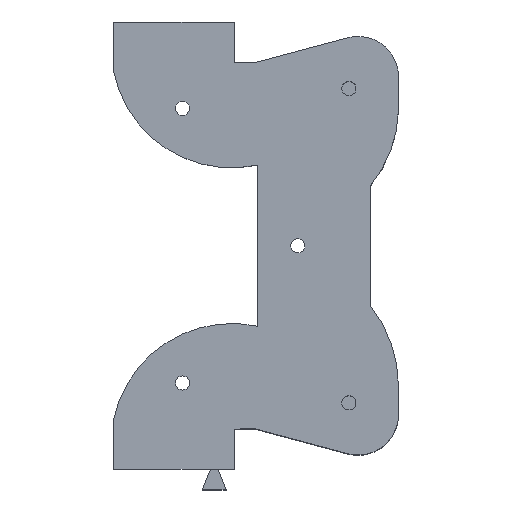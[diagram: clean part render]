
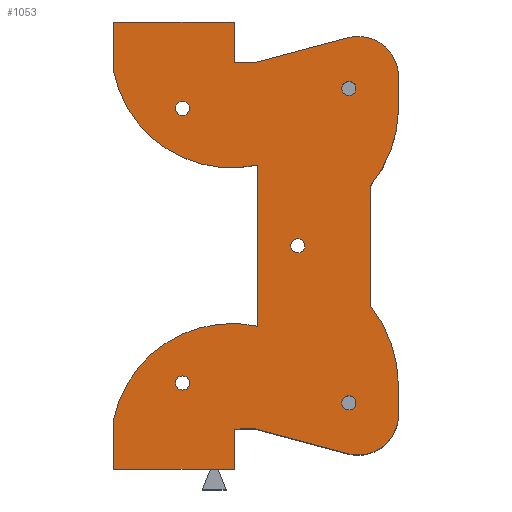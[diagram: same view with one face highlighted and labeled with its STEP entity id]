
A CAD part, top view. The second image highlights one B-rep face of the part: STEP entity #1053.
In plain terms, the highlighted planar face has unit normal (0, 0, 1).
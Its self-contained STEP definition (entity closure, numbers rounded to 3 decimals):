
#38=FACE_BOUND('',#183,.T.);
#39=FACE_BOUND('',#184,.T.);
#40=FACE_BOUND('',#185,.T.);
#41=FACE_BOUND('',#186,.T.);
#42=FACE_BOUND('',#187,.T.);
#60=CIRCLE('',#1113,10.);
#61=CIRCLE('',#1116,32.072);
#65=CIRCLE('',#1134,1.75);
#67=CIRCLE('',#1138,1.75);
#68=CIRCLE('',#1140,1.75);
#69=CIRCLE('',#1142,1.75);
#71=CIRCLE('',#1146,1.75);
#72=CIRCLE('',#1149,10.);
#73=CIRCLE('',#1153,30.464);
#74=CIRCLE('',#1154,30.);
#75=CIRCLE('',#1155,30.);
#119=FACE_OUTER_BOUND('',#182,.T.);
#182=EDGE_LOOP('',(#892,#893,#894,#895,#896,#897,#898,#899,#900,#901,#902,
#903,#904,#905,#906,#907,#908,#909,#910,#911));
#183=EDGE_LOOP('',(#912));
#184=EDGE_LOOP('',(#913));
#185=EDGE_LOOP('',(#914));
#186=EDGE_LOOP('',(#915));
#187=EDGE_LOOP('',(#916));
#206=LINE('',#1476,#321);
#232=LINE('',#1542,#347);
#244=LINE('',#1565,#359);
#249=LINE('',#1574,#364);
#264=LINE('',#1621,#379);
#266=LINE('',#1625,#381);
#269=LINE('',#1633,#384);
#298=LINE('',#1718,#413);
#302=LINE('',#1727,#417);
#304=LINE('',#1731,#419);
#305=LINE('',#1734,#420);
#306=LINE('',#1736,#421);
#307=LINE('',#1738,#422);
#308=LINE('',#1742,#423);
#321=VECTOR('',#1179,10.);
#347=VECTOR('',#1231,10.);
#359=VECTOR('',#1251,10.);
#364=VECTOR('',#1258,10.);
#379=VECTOR('',#1295,10.);
#381=VECTOR('',#1299,10.);
#384=VECTOR('',#1308,10.);
#413=VECTOR('',#1403,10.);
#417=VECTOR('',#1413,10.);
#419=VECTOR('',#1417,10.);
#420=VECTOR('',#1420,10.);
#421=VECTOR('',#1423,10.);
#422=VECTOR('',#1424,10.);
#423=VECTOR('',#1427,10.);
#436=VERTEX_POINT('',#1473);
#437=VERTEX_POINT('',#1475);
#463=VERTEX_POINT('',#1539);
#464=VERTEX_POINT('',#1541);
#471=VERTEX_POINT('',#1563);
#474=VERTEX_POINT('',#1572);
#495=VERTEX_POINT('',#1619);
#496=VERTEX_POINT('',#1623);
#497=VERTEX_POINT('',#1627);
#498=VERTEX_POINT('',#1631);
#499=VERTEX_POINT('',#1635);
#513=VERTEX_POINT('',#1689);
#515=VERTEX_POINT('',#1696);
#516=VERTEX_POINT('',#1700);
#517=VERTEX_POINT('',#1704);
#519=VERTEX_POINT('',#1711);
#520=VERTEX_POINT('',#1715);
#521=VERTEX_POINT('',#1717);
#522=VERTEX_POINT('',#1721);
#523=VERTEX_POINT('',#1725);
#524=VERTEX_POINT('',#1729);
#525=VERTEX_POINT('',#1733);
#526=VERTEX_POINT('',#1737);
#527=VERTEX_POINT('',#1739);
#528=VERTEX_POINT('',#1741);
#534=EDGE_CURVE('',#437,#436,#206,.T.);
#567=EDGE_CURVE('',#464,#463,#232,.T.);
#579=EDGE_CURVE('',#436,#471,#244,.T.);
#584=EDGE_CURVE('',#471,#474,#249,.T.);
#608=EDGE_CURVE('',#474,#495,#264,.T.);
#610=EDGE_CURVE('',#495,#496,#266,.T.);
#612=EDGE_CURVE('',#496,#497,#60,.T.);
#614=EDGE_CURVE('',#497,#498,#269,.T.);
#616=EDGE_CURVE('',#498,#499,#61,.T.);
#641=EDGE_CURVE('',#513,#513,#65,.T.);
#644=EDGE_CURVE('',#515,#515,#67,.T.);
#646=EDGE_CURVE('',#516,#516,#68,.T.);
#648=EDGE_CURVE('',#517,#517,#69,.T.);
#651=EDGE_CURVE('',#519,#519,#71,.T.);
#654=EDGE_CURVE('',#521,#520,#298,.T.);
#657=EDGE_CURVE('',#520,#522,#72,.T.);
#659=EDGE_CURVE('',#522,#523,#302,.T.);
#661=EDGE_CURVE('',#523,#524,#304,.T.);
#662=EDGE_CURVE('',#499,#525,#305,.T.);
#663=EDGE_CURVE('',#525,#521,#73,.T.);
#664=EDGE_CURVE('',#524,#464,#306,.T.);
#665=EDGE_CURVE('',#463,#526,#307,.T.);
#666=EDGE_CURVE('',#526,#527,#74,.T.);
#667=EDGE_CURVE('',#527,#528,#308,.T.);
#668=EDGE_CURVE('',#528,#437,#75,.T.);
#892=ORIENTED_EDGE('',*,*,#579,.T.);
#893=ORIENTED_EDGE('',*,*,#584,.T.);
#894=ORIENTED_EDGE('',*,*,#608,.T.);
#895=ORIENTED_EDGE('',*,*,#610,.T.);
#896=ORIENTED_EDGE('',*,*,#612,.T.);
#897=ORIENTED_EDGE('',*,*,#614,.T.);
#898=ORIENTED_EDGE('',*,*,#616,.T.);
#899=ORIENTED_EDGE('',*,*,#662,.T.);
#900=ORIENTED_EDGE('',*,*,#663,.T.);
#901=ORIENTED_EDGE('',*,*,#654,.T.);
#902=ORIENTED_EDGE('',*,*,#657,.T.);
#903=ORIENTED_EDGE('',*,*,#659,.T.);
#904=ORIENTED_EDGE('',*,*,#661,.T.);
#905=ORIENTED_EDGE('',*,*,#664,.T.);
#906=ORIENTED_EDGE('',*,*,#567,.T.);
#907=ORIENTED_EDGE('',*,*,#665,.T.);
#908=ORIENTED_EDGE('',*,*,#666,.T.);
#909=ORIENTED_EDGE('',*,*,#667,.T.);
#910=ORIENTED_EDGE('',*,*,#668,.T.);
#911=ORIENTED_EDGE('',*,*,#534,.T.);
#912=ORIENTED_EDGE('',*,*,#641,.T.);
#913=ORIENTED_EDGE('',*,*,#644,.T.);
#914=ORIENTED_EDGE('',*,*,#646,.T.);
#915=ORIENTED_EDGE('',*,*,#648,.T.);
#916=ORIENTED_EDGE('',*,*,#651,.T.);
#1002=PLANE('',#1152);
#1053=ADVANCED_FACE('',(#119,#38,#39,#40,#41,#42),#1002,.T.);
#1113=AXIS2_PLACEMENT_3D('',#1629,#1303,#1304);
#1116=AXIS2_PLACEMENT_3D('',#1637,#1312,#1313);
#1134=AXIS2_PLACEMENT_3D('',#1690,#1369,#1370);
#1138=AXIS2_PLACEMENT_3D('',#1697,#1378,#1379);
#1140=AXIS2_PLACEMENT_3D('',#1701,#1383,#1384);
#1142=AXIS2_PLACEMENT_3D('',#1705,#1388,#1389);
#1146=AXIS2_PLACEMENT_3D('',#1712,#1397,#1398);
#1149=AXIS2_PLACEMENT_3D('',#1723,#1408,#1409);
#1152=AXIS2_PLACEMENT_3D('',#1732,#1418,#1419);
#1153=AXIS2_PLACEMENT_3D('',#1735,#1421,#1422);
#1154=AXIS2_PLACEMENT_3D('',#1740,#1425,#1426);
#1155=AXIS2_PLACEMENT_3D('',#1743,#1428,#1429);
#1179=DIRECTION('',(0.,-1.,0.));
#1231=DIRECTION('',(-1.,0.,0.));
#1251=DIRECTION('',(1.,0.,0.));
#1258=DIRECTION('',(0.,1.,0.));
#1295=DIRECTION('',(1.,0.024,0.));
#1299=DIRECTION('',(0.966,-0.259,0.));
#1303=DIRECTION('center_axis',(0.,0.,1.));
#1304=DIRECTION('ref_axis',(-0.259,-0.966,0.));
#1308=DIRECTION('',(0.,1.,0.));
#1312=DIRECTION('center_axis',(0.,0.,1.));
#1313=DIRECTION('ref_axis',(1.,0.,0.));
#1369=DIRECTION('center_axis',(0.,0.,-1.));
#1370=DIRECTION('ref_axis',(-1.,0.,0.));
#1378=DIRECTION('center_axis',(0.,0.,-1.));
#1379=DIRECTION('ref_axis',(-1.,0.,0.));
#1383=DIRECTION('center_axis',(0.,0.,-1.));
#1384=DIRECTION('ref_axis',(-1.,0.,0.));
#1388=DIRECTION('center_axis',(0.,0.,-1.));
#1389=DIRECTION('ref_axis',(-1.,0.,0.));
#1397=DIRECTION('center_axis',(0.,0.,-1.));
#1398=DIRECTION('ref_axis',(-1.,0.,0.));
#1403=DIRECTION('',(0.,1.,0.));
#1408=DIRECTION('center_axis',(0.,0.,1.));
#1409=DIRECTION('ref_axis',(1.,0.,0.));
#1413=DIRECTION('',(-0.966,-0.259,0.));
#1417=DIRECTION('',(-1.,0.024,0.));
#1418=DIRECTION('center_axis',(0.,0.,1.));
#1419=DIRECTION('ref_axis',(-1.,0.,0.));
#1420=DIRECTION('',(0.,1.,0.));
#1421=DIRECTION('center_axis',(0.,0.,1.));
#1422=DIRECTION('ref_axis',(0.77,-0.638,0.));
#1423=DIRECTION('',(0.,1.,0.));
#1424=DIRECTION('',(0.,-1.,0.));
#1425=DIRECTION('center_axis',(0.,0.,1.));
#1426=DIRECTION('ref_axis',(-0.979,-0.203,0.));
#1427=DIRECTION('',(0.,-1.,0.));
#1428=DIRECTION('center_axis',(0.,0.,1.));
#1429=DIRECTION('ref_axis',(0.212,0.977,0.));
#1473=CARTESIAN_POINT('',(40.,-55.536,75.));
#1475=CARTESIAN_POINT('',(40.,-43.234,75.));
#1476=CARTESIAN_POINT('',(40.,-21.617,75.));
#1539=CARTESIAN_POINT('',(40.,55.536,75.));
#1541=CARTESIAN_POINT('',(70.,55.536,75.));
#1542=CARTESIAN_POINT('',(20.,55.536,75.));
#1563=CARTESIAN_POINT('',(70.,-55.536,75.));
#1565=CARTESIAN_POINT('',(35.,-55.536,75.));
#1572=CARTESIAN_POINT('',(70.,-45.536,75.));
#1574=CARTESIAN_POINT('',(70.,-125.536,75.));
#1619=CARTESIAN_POINT('',(74.999,-45.416,75.));
#1621=CARTESIAN_POINT('',(70.,-45.536,75.));
#1623=CARTESIAN_POINT('',(98.151,-51.619,75.));
#1625=CARTESIAN_POINT('',(74.999,-45.416,75.));
#1627=CARTESIAN_POINT('',(110.739,-41.96,75.));
#1629=CARTESIAN_POINT('Origin',(100.739,-41.96,75.));
#1631=CARTESIAN_POINT('',(110.739,-34.88,75.));
#1633=CARTESIAN_POINT('',(110.739,-41.96,75.));
#1635=CARTESIAN_POINT('',(103.739,-14.88,75.));
#1637=CARTESIAN_POINT('Origin',(78.668,-34.88,75.));
#1689=CARTESIAN_POINT('',(100.182,39.027,75.));
#1690=CARTESIAN_POINT('Origin',(98.432,39.027,75.));
#1696=CARTESIAN_POINT('',(58.878,34.082,75.));
#1697=CARTESIAN_POINT('Origin',(57.128,34.082,75.));
#1700=CARTESIAN_POINT('',(87.489,0.,75.));
#1701=CARTESIAN_POINT('Origin',(85.739,0.,75.));
#1704=CARTESIAN_POINT('',(100.182,-39.027,75.));
#1705=CARTESIAN_POINT('Origin',(98.432,-39.027,75.));
#1711=CARTESIAN_POINT('',(58.878,-34.082,75.));
#1712=CARTESIAN_POINT('Origin',(57.128,-34.082,75.));
#1715=CARTESIAN_POINT('',(110.739,41.96,75.));
#1717=CARTESIAN_POINT('',(110.739,33.721,75.));
#1718=CARTESIAN_POINT('',(110.739,-41.96,75.));
#1721=CARTESIAN_POINT('',(98.151,51.619,75.));
#1723=CARTESIAN_POINT('Origin',(100.739,41.96,75.));
#1725=CARTESIAN_POINT('',(74.999,45.416,75.));
#1727=CARTESIAN_POINT('',(98.151,51.619,75.));
#1729=CARTESIAN_POINT('',(70.,45.536,75.));
#1731=CARTESIAN_POINT('',(74.999,45.416,75.));
#1732=CARTESIAN_POINT('Origin',(0.,0.,
75.));
#1733=CARTESIAN_POINT('',(103.739,14.88,75.));
#1734=CARTESIAN_POINT('',(103.739,-7.44,75.));
#1735=CARTESIAN_POINT('Origin',(80.281,34.316,75.));
#1736=CARTESIAN_POINT('',(70.,45.536,75.));
#1737=CARTESIAN_POINT('',(40.,43.234,75.));
#1738=CARTESIAN_POINT('',(40.,50.106,75.));
#1739=CARTESIAN_POINT('',(75.739,20.,75.));
#1740=CARTESIAN_POINT('Origin',(69.377,49.318,75.));
#1741=CARTESIAN_POINT('',(75.739,-20.,75.));
#1742=CARTESIAN_POINT('',(75.739,10.,75.));
#1743=CARTESIAN_POINT('Origin',(69.377,-49.318,75.));
